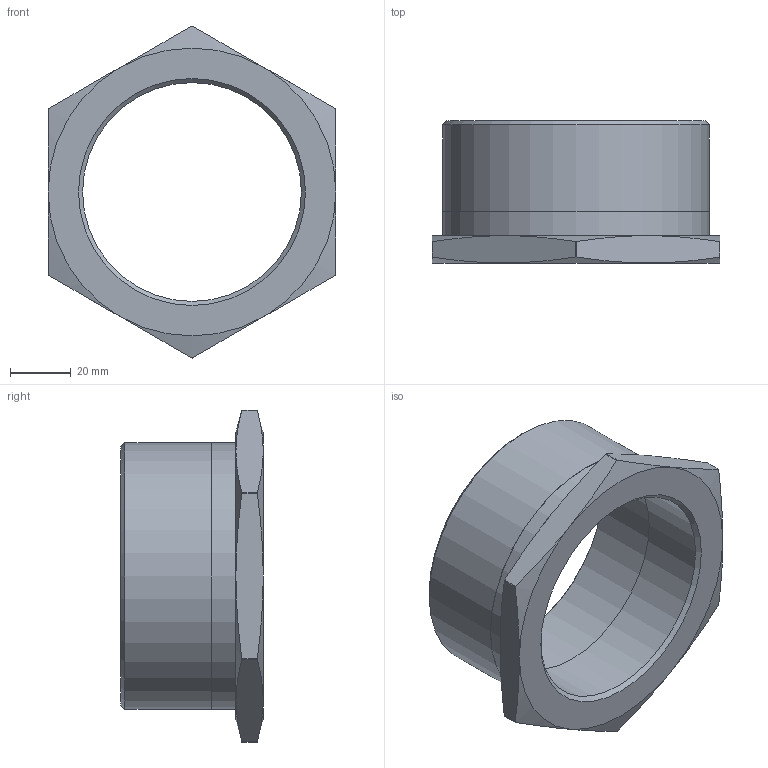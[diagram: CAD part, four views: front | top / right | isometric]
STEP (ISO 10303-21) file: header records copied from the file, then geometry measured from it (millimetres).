
FILE_DESCRIPTION(/* description */ (''),/* implementation_level */ '2;1');
FILE_NAME(/* name */ 'KI-325-1-080-3 Aschl.stp',/* time_stamp */ '2016-06-01T17:25:46+02:00',/* author */ ('hochmair'),/* organization */ (''),/* preprocessor_version */ 'ST-DEVELOPER v15.6',/* originating_system */ 'Autodesk Inventor 2015',/* authorisation */ '');
FILE_SCHEMA (('AUTOMOTIVE_DESIGN { 1 0 10303 214 3 1 1 }'));
Length unit declared in the file: millimetre
Products named in the file (1): KI-325-1-080-3 Aschl
Bounding box: 95 x 47 x 109.6 mm (x, y, z)
Volume: 97829.6 mm3; surface area: 30961 mm2
Topology: 1 solids, 1 shells, 37 faces, 82 edges, 50 vertices
Faces by surface type: cone 16, plane 11, cylinder 10
Full cylindrical faces by diameter (mm): 72.226 x1, 75.584 x1, 87.884 x1, 88.084 x1
Entity records: 1045 total; most frequent: CARTESIAN_POINT 314, ORIENTED_EDGE 144, DIRECTION 136, EDGE_CURVE 72, AXIS2_PLACEMENT_3D 62, EDGE_LOOP 50, VERTEX_POINT 48, FACE_OUTER_BOUND 37
